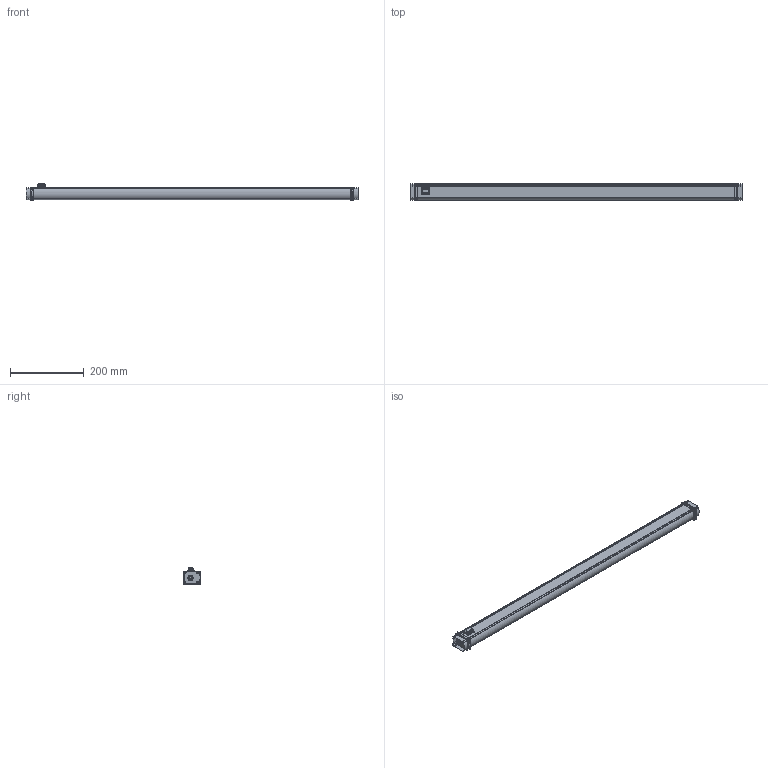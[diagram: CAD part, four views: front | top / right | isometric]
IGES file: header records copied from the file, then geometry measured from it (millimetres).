
Start section:  PTC IGES file: 243192_sm01.igs
Global section: file name: 243192_sm01.igs; native system: Creo Parametric by PTC Inc.; preprocessor: 2022414; author: banengservice; organization: Unknown; date: 20250228.101744; units: millimetre
Bounding box: 897.52 x 48.01 x 44.73 mm (x, y, z)
Volume: 1154955.9 mm3; surface area: 597532.6 mm2
Topology: 1 solids, 2 shells, 2278 faces, 11614 edges, 14710 vertices
Faces by surface type: revolution 1274, bspline 1004
